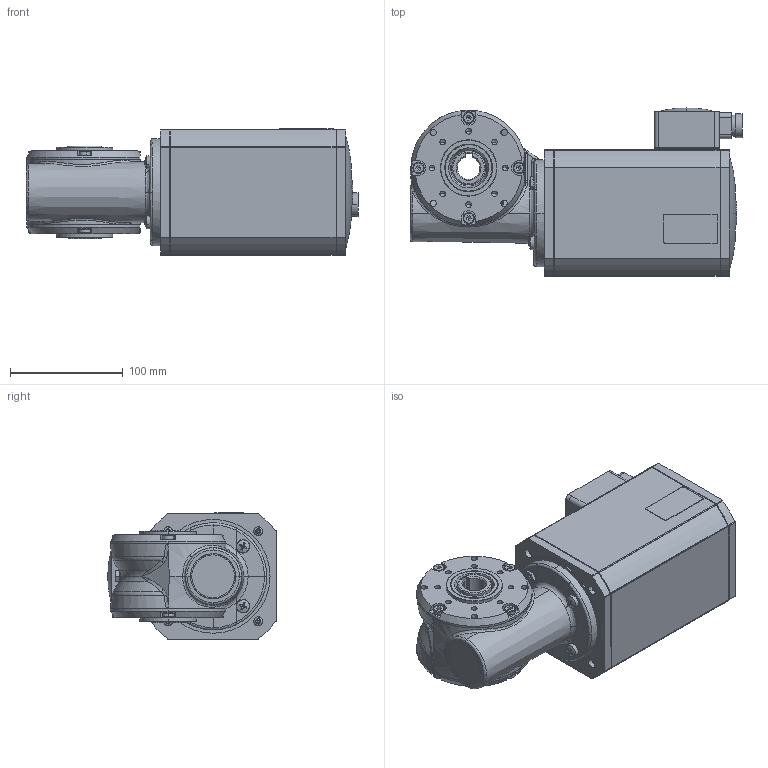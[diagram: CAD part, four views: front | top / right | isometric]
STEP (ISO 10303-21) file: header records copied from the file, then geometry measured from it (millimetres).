
FILE_DESCRIPTION(('STEP AP214'),'1');
FILE_NAME('tmp0.STP','2015-03-13T07:49:06',(' '),(' '),'Spatial InterOp 3D',' ',' ');
FILE_SCHEMA(('automotive_design'));
Length unit declared in the file: millimetre
Products named in the file (28): 1; Getriebe_VE40-D1-H-+-2334003_|NAUO22#Schneckenrad_BHW-+-Schneckenrad BHW VE40_ _Uebersetzung 7,5_10_15_30|NAUO1#Bronzekranz-+-Bronzekranz VE40_ _Uebersetzung 7,5_10_15_ 30;NONE; Getriebe_VE40-D1-H-+-2334003_|NAUO22#Schneckenrad_BHW-+-Schneckenrad BHW VE40_ _Uebersetzung 7,5_10_15_30|NAUO2#Hohlwelle-+-Hohlwelle VE40_ _Uebersetzung 7,5_10_15_30;NONE; Getriebe_VE40-D1-H-+-2334003_|NAUO3#N_7984_M 6 x 12;NONE; Getriebe_VE40-D1-H-+-2334003_|NAUO4#Lagerverschlu_-+-2328232_ _PDB_2328232;NONE; Getriebe_VE40-D1-H-+-2334003_|NAUO5#N_7985_5_8-+-N_7985_5.8_ _M 6 x 16;NONE; Getriebe_VE40-D1-H-+-2334003_|NAUO6#Lagerdeckel-+-2333805__PDB_2333805;NONE; Getriebe_VE40-D1-H-+-2334003_|NAUO7#N_3760_PDB_2328208;NONE; Getriebe_VE40-D1-H-+-2334003_|NAUO8#Lagerdeckel-+-2333805__PDB_2333805;NONE; Getriebe_VE40-D1-H-+-2334003_|NAUO9#N_7984_M 6 x 12;NONE; Getriebe_VE40-D1-H-+-2334003_|NAUO10#N_7984_M 6 x 12;NONE; Getriebe_VE40-D1-H-+-2334003_|NAUO11#N_933_PDB_1012630;NONE; Getriebe_VE40-D1-H-+-2334003_|NAUO12#Stiftshr_M6-+-1184938_ _PDB_1184938;NONE; Getriebe_VE40-D1-H-+-2334003_|NAUO13#N_3760_PDB_1031228;NONE; Getriebe_VE40-D1-H-+-2334003_|NAUO14#N_7984_M 6 x 12;NONE; Getriebe_VE40-D1-H-+-2334003_|NAUO15#N_7984_M 6 x 12;NONE; Getriebe_VE40-D1-H-+-2334003_|NAUO16#N_7984_M 6 x 12;NONE; Getriebe_VE40-D1-H-+-2334003_|NAUO17#N_439_PDB_1010077;NONE; Getriebe_VE40-D1-H-+-2334003_|NAUO18#N_3760_PDB_2328208;NONE; Getriebe_VE40-D1-H-+-2334003_|NAUO19#Stiftshr_M6-+-1184938_ _PDB_1184938;NONE; Getriebe_VE40-D1-H-+-2334003_|NAUO20#N_7984_M 6 x 12;NONE; Getriebe_VE40-D1-H-+-2334003_|NAUO21#N_7984_M 6 x 12;NONE; Getriebe_VE40-D1-H-+-2334003_|NAUO23#N_439_PDB_1010077;NONE; Getriebe_VE40-D1-H-+-2334003_|NAUO24#Schneckenwelle-+-Schneckenwelle VE40_ _Uebersetzung 30_7,5_10_15;NONE; Getriebe_VE40-D1-H-+-2334003_|NAUO25#Geh_use-+-2316129_ _PDB_2316145;NONE; Getriebe_VE40-D1-H-+-2334003_|NAUO26#N_7985_5_8-+-N_7985_5.8_ _M 6 x 16;NONE; Getriebe_VE40-D1-H-+-2334003_|NAUO27#Dichtring-+-WN0182.01_ _PDB_1170155;NONE
Bounding box: 294.51 x 149.5 x 112.5 mm (x, y, z)
Volume: 2623605.4 mm3; surface area: 302547.6 mm2
Topology: 28 solids, 28 shells, 3414 faces, 8546 edges, 5369 vertices
Faces by surface type: plane 1171, bspline 714, cylinder 678, cone 587, torus 172, sphere 92
Entity records: 171750 total; most frequent: CARTESIAN_POINT 59663, ORIENTED_EDGE 16924, DIRECTION 14338, EDGE_CURVE 8462, VERTEX_POINT 5369, AXIS2_PLACEMENT_3D 5324, STYLED_ITEM 4974, PRESENTATION_STYLE_ASSIGNMENT 4974
